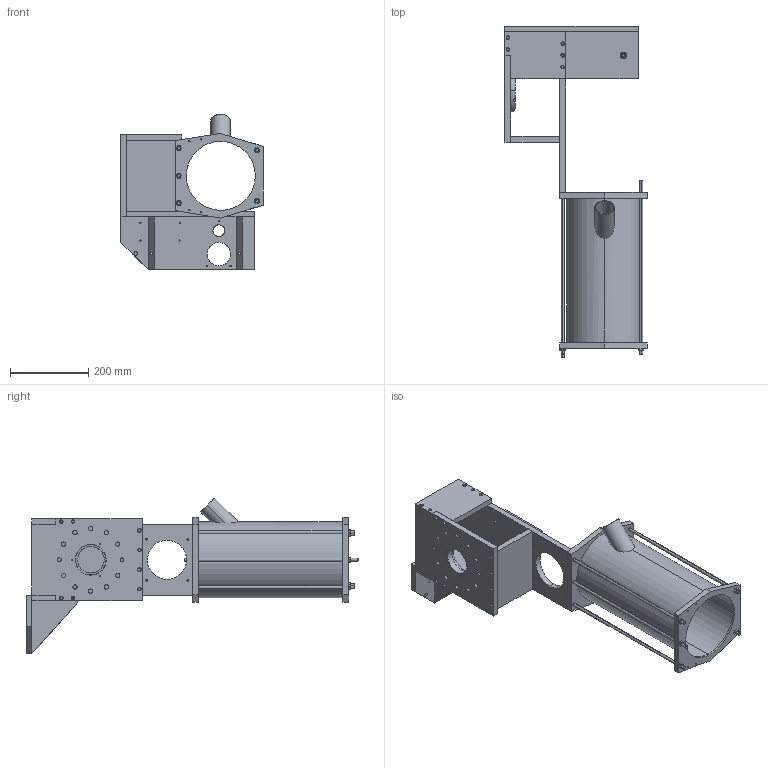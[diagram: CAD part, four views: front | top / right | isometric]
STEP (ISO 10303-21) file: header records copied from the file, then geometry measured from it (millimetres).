
FILE_DESCRIPTION(/* description */ (''),/* implementation_level */ '2;1');
FILE_NAME(/* name */ '220613 - Support Outils pour devis V5',/* time_stamp */ '2022-06-13T13:45:13+02:00',/* author */ (''),/* organization */ (''),/* preprocessor_version */ 'ST-DEVELOPER v16.5',/* originating_system */ 'Rhino 7.18',/* authorisation */ '');
FILE_SCHEMA (('CONFIG_CONTROL_DESIGN'));
Length unit declared in the file: millimetre
Products named in the file (1): Document
Bounding box: 363 x 847.43 x 397.33 mm (x, y, z)
Volume: 5108348.9 mm3; surface area: 1342387.8 mm2
Topology: 20 solids, 22 shells, 521 faces, 1275 edges, 841 vertices
Faces by surface type: cylinder 300, plane 183, bspline 38
Entity records: 20712 total; most frequent: CARTESIAN_POINT 12030, ORIENTED_EDGE 2542, EDGE_CURVE 1273, VERTEX_POINT 839, EDGE_LOOP 752, ADVANCED_FACE 521, FACE_OUTER_BOUND 521, DIRECTION 491
